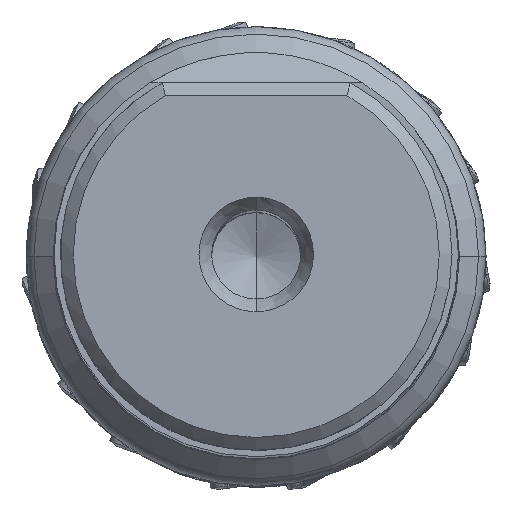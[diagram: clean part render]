
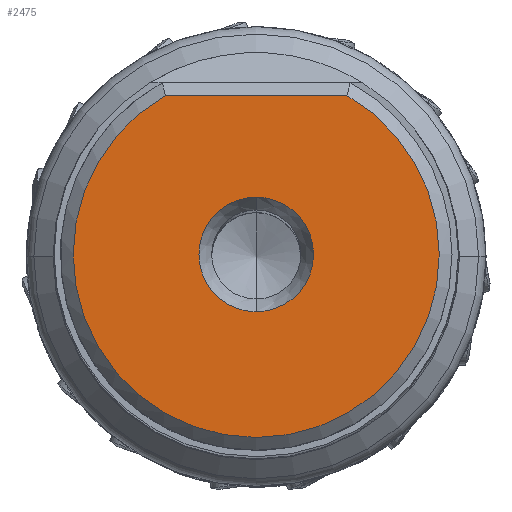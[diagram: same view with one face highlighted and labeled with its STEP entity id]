
A CAD part, top view. The second image highlights one B-rep face of the part: STEP entity #2475.
In plain terms, the highlighted planar face has unit normal (0, 0, 1).
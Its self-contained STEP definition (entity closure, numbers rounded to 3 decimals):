
#632=FACE_BOUND('',#7176,.T.);
#633=FACE_BOUND('',#7177,.T.);
#1627=PLANE('',#35897);
#2475=ADVANCED_FACE('',(#632,#633),#1627,.T.);
#7176=EDGE_LOOP('',(#17674,#17675,#17676));
#7177=EDGE_LOOP('',(#17677,#17678));
#9249=LINE('',#67486,#10999);
#10999=VECTOR('',#41978,1.);
#17674=ORIENTED_EDGE('',*,*,#29676,.F.);
#17675=ORIENTED_EDGE('',*,*,#29677,.F.);
#17676=ORIENTED_EDGE('',*,*,#29678,.T.);
#17677=ORIENTED_EDGE('',*,*,#29675,.F.);
#17678=ORIENTED_EDGE('',*,*,#29679,.F.);
#25595=VERTEX_POINT('',#67476);
#25596=VERTEX_POINT('',#67478);
#25597=VERTEX_POINT('',#67482);
#25598=VERTEX_POINT('',#67483);
#25599=VERTEX_POINT('',#67485);
#29675=EDGE_CURVE('',#25596,#25595,#32893,.T.);
#29676=EDGE_CURVE('',#25597,#25598,#32894,.T.);
#29677=EDGE_CURVE('',#25599,#25597,#32895,.T.);
#29678=EDGE_CURVE('',#25599,#25598,#9249,.T.);
#29679=EDGE_CURVE('',#25595,#25596,#32896,.T.);
#32893=CIRCLE('',#35892,4.5);
#32894=CIRCLE('',#35894,14.375);
#32895=CIRCLE('',#35895,14.375);
#32896=CIRCLE('',#35896,4.5);
#35892=AXIS2_PLACEMENT_3D('',#67479,#41970,#41971);
#35894=AXIS2_PLACEMENT_3D('',#67481,#41974,#41975);
#35895=AXIS2_PLACEMENT_3D('',#67484,#41976,#41977);
#35896=AXIS2_PLACEMENT_3D('',#67487,#41979,#41980);
#35897=AXIS2_PLACEMENT_3D('',#67488,#41981,#41982);
#41970=DIRECTION('',(0.,0.,1.));
#41971=DIRECTION('',(0.,1.,0.));
#41974=DIRECTION('',(0.,0.,-1.));
#41975=DIRECTION('',(0.,-1.,0.));
#41976=DIRECTION('',(0.,0.,-1.));
#41977=DIRECTION('',(0.496,0.869,0.));
#41978=DIRECTION('',(-1.,0.,0.));
#41979=DIRECTION('',(0.,0.,1.));
#41980=DIRECTION('',(0.,-1.,0.));
#41981=DIRECTION('',(0.,0.,1.));
#41982=DIRECTION('',(-1.,0.,0.));
#67476=CARTESIAN_POINT('',(0.,-4.5,0.));
#67478=CARTESIAN_POINT('',(0.,4.5,0.));
#67479=CARTESIAN_POINT('',(0.,0.,0.));
#67481=CARTESIAN_POINT('',(0.,0.,0.));
#67482=CARTESIAN_POINT('',(0.,-14.375,0.));
#67483=CARTESIAN_POINT('',(-7.125,12.485,0.));
#67484=CARTESIAN_POINT('',(0.,0.,0.));
#67485=CARTESIAN_POINT('',(7.125,12.485,0.));
#67486=CARTESIAN_POINT('',(7.125,12.485,0.));
#67487=CARTESIAN_POINT('',(0.,0.,0.));
#67488=CARTESIAN_POINT('',(0.,-0.945,0.));
